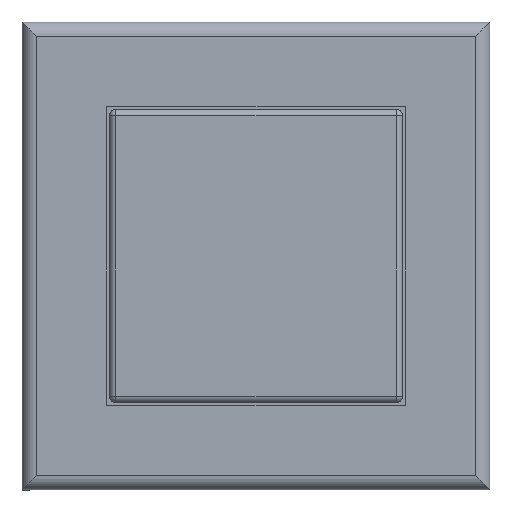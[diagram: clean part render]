
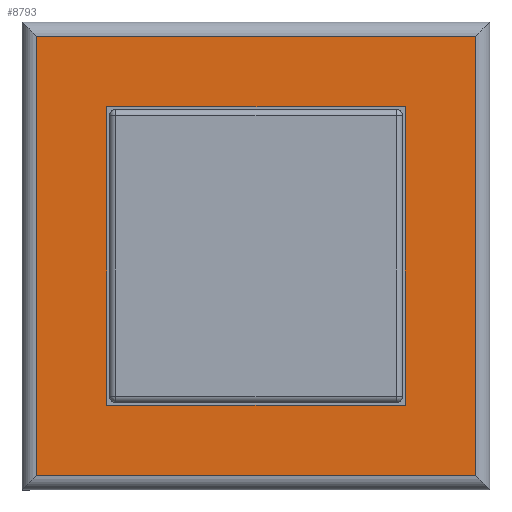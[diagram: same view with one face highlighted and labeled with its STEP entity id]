
A CAD part, top view. The second image highlights one B-rep face of the part: STEP entity #8793.
In plain terms, the highlighted planar face has unit normal (0, 0, 1).
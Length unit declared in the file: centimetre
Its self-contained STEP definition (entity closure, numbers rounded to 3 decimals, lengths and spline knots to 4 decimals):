
#88=FACE_BOUND('',#1021,.T.);
#516=FACE_OUTER_BOUND('',#1020,.T.);
#1020=EDGE_LOOP('',(#6981,#6982,#6983,#6984));
#1021=EDGE_LOOP('',(#6985,#6986,#6987,#6988));
#1502=LINE('',#12592,#2649);
#1506=LINE('',#12599,#2653);
#1509=LINE('',#12605,#2656);
#1511=LINE('',#12608,#2658);
#1854=LINE('',#13325,#3001);
#1855=LINE('',#13327,#3002);
#1856=LINE('',#13329,#3003);
#1857=LINE('',#13330,#3004);
#2649=VECTOR('',#10283,1.);
#2653=VECTOR('',#10289,1.);
#2656=VECTOR('',#10294,1.);
#2658=VECTOR('',#10298,1.);
#3001=VECTOR('',#10895,1.);
#3002=VECTOR('',#10896,1.);
#3003=VECTOR('',#10897,1.);
#3004=VECTOR('',#10898,1.);
#3754=VERTEX_POINT('',#12589);
#3755=VERTEX_POINT('',#12591);
#3757=VERTEX_POINT('',#12597);
#3759=VERTEX_POINT('',#12603);
#4005=VERTEX_POINT('',#13323);
#4006=VERTEX_POINT('',#13324);
#4007=VERTEX_POINT('',#13326);
#4008=VERTEX_POINT('',#13328);
#4707=EDGE_CURVE('',#3755,#3754,#1502,.T.);
#4711=EDGE_CURVE('',#3754,#3757,#1506,.T.);
#4714=EDGE_CURVE('',#3757,#3759,#1509,.T.);
#4716=EDGE_CURVE('',#3759,#3755,#1511,.T.);
#5067=EDGE_CURVE('',#4005,#4006,#1854,.T.);
#5068=EDGE_CURVE('',#4007,#4005,#1855,.T.);
#5069=EDGE_CURVE('',#4008,#4007,#1856,.T.);
#5070=EDGE_CURVE('',#4006,#4008,#1857,.T.);
#6981=ORIENTED_EDGE('',*,*,#5067,.F.);
#6982=ORIENTED_EDGE('',*,*,#5068,.F.);
#6983=ORIENTED_EDGE('',*,*,#5069,.F.);
#6984=ORIENTED_EDGE('',*,*,#5070,.F.);
#6985=ORIENTED_EDGE('',*,*,#4707,.T.);
#6986=ORIENTED_EDGE('',*,*,#4711,.T.);
#6987=ORIENTED_EDGE('',*,*,#4714,.T.);
#6988=ORIENTED_EDGE('',*,*,#4716,.T.);
#8347=PLANE('',#9361);
#8793=ADVANCED_FACE('',(#516,#88),#8347,.T.);
#9361=AXIS2_PLACEMENT_3D('',#13322,#10893,#10894);
#10283=DIRECTION('',(1.,0.,0.));
#10289=DIRECTION('',(0.,-1.,0.));
#10294=DIRECTION('',(-1.,0.,0.));
#10298=DIRECTION('',(0.,1.,0.));
#10893=DIRECTION('center_axis',(0.,0.,
1.));
#10894=DIRECTION('ref_axis',(1.,0.,0.));
#10895=DIRECTION('',(0.,1.,0.));
#10896=DIRECTION('',(-1.,0.,0.));
#10897=DIRECTION('',(0.,-1.,0.));
#10898=DIRECTION('',(1.,0.,0.));
#12589=CARTESIAN_POINT('',(0.6225,0.6225,1.27));
#12591=CARTESIAN_POINT('',(-0.6225,0.6225,1.27));
#12592=CARTESIAN_POINT('',(-0.3113,0.6225,1.27));
#12597=CARTESIAN_POINT('',(0.6225,-0.6225,1.27));
#12599=CARTESIAN_POINT('',(0.6225,0.3113,1.27));
#12603=CARTESIAN_POINT('',(-0.6225,-0.6225,1.27));
#12605=CARTESIAN_POINT('',(0.3113,-0.6225,1.27));
#12608=CARTESIAN_POINT('',(-0.6225,-0.3113,1.27));
#13322=CARTESIAN_POINT('Origin',(0.,0.,
1.27));
#13323=CARTESIAN_POINT('',(-0.915,-0.915,1.27));
#13324=CARTESIAN_POINT('',(-0.915,0.915,1.27));
#13325=CARTESIAN_POINT('',(-0.915,-0.4875,1.27));
#13326=CARTESIAN_POINT('',(0.915,-0.915,1.27));
#13327=CARTESIAN_POINT('',(0.4875,-0.915,1.27));
#13328=CARTESIAN_POINT('',(0.915,0.915,1.27));
#13329=CARTESIAN_POINT('',(0.915,0.4875,1.27));
#13330=CARTESIAN_POINT('',(-0.4875,0.915,1.27));
